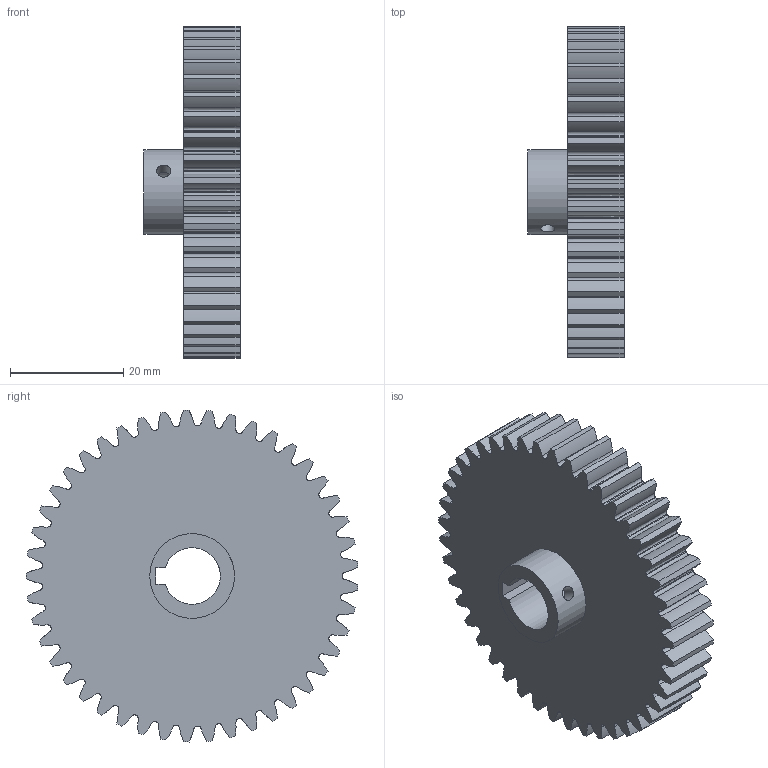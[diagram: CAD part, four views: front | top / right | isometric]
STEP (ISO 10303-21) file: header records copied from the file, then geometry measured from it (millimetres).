
FILE_DESCRIPTION(('STEP AP214'), '1');
FILE_NAME('求狩囹铄 觐脲耦 45騙 纫涛.000001.009', '2023-05-30T06:18:12', ('--'), (''), 'C3D Converter', 'C3D Toolkit', '');
FILE_SCHEMA(('AUTOMOTIVE_DESIGN { 1 0 10303 214 3 1 1}'));
Length unit declared in the file: millimetre
Products named in the file (1): ИТМО.000001.009
Bounding box: 17 x 58.71 x 58.74 mm (x, y, z)
Volume: 24523.9 mm3; surface area: 9151.4 mm2
Topology: 1 solids, 1 shells, 279 faces, 828 edges, 554 vertices
Faces by surface type: extrusion 180, cylinder 93, plane 6
Full cylindrical faces by diameter (mm): 2.459 x1, 15 x1
Entity records: 26845 total; most frequent: CARTESIAN_POINT 17632, ORIENTED_EDGE 1652, DIRECTION 1028, EDGE_CURVE 826, VERTEX_POINT 552, B_SPLINE_CURVE_WITH_KNOTS 542, VECTOR 460, EDGE_LOOP 286
